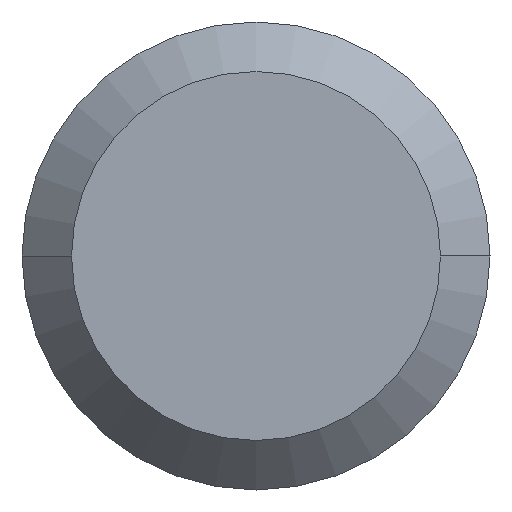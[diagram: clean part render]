
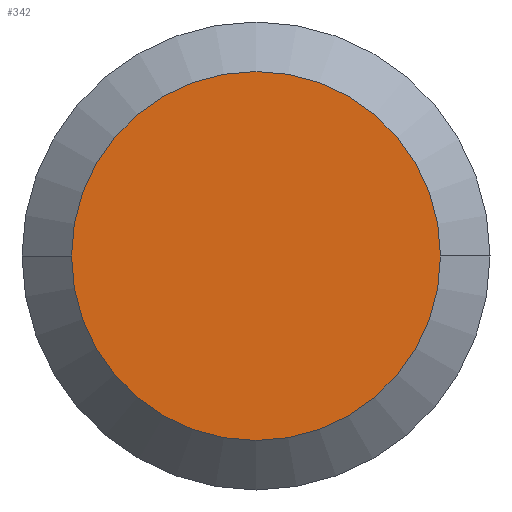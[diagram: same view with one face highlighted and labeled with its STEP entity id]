
A CAD part, left-side view. The second image highlights one B-rep face of the part: STEP entity #342.
In plain terms, the highlighted planar face has unit normal (-1, 0, 0).
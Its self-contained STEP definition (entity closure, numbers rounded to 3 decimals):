
#7 = DIRECTION ( 'NONE',  ( 1., 0., 0. ) ) ;
#28 = EDGE_CURVE ( 'NONE', #47, #315, #349, .T. ) ;
#38 = AXIS2_PLACEMENT_3D ( 'NONE', #125, #282, #371 ) ;
#47 = VERTEX_POINT ( 'NONE', #109 ) ;
#71 = DIRECTION ( 'NONE',  ( 0., 1., 0. ) ) ;
#83 = AXIS2_PLACEMENT_3D ( 'NONE', #228, #7, #71 ) ;
#88 = CARTESIAN_POINT ( 'NONE',  ( 0., -2.365, 0. ) ) ;
#109 = CARTESIAN_POINT ( 'NONE',  ( 0., 2.365, 0. ) ) ;
#125 = CARTESIAN_POINT ( 'NONE',  ( 0., 0., 0. ) ) ;
#137 = AXIS2_PLACEMENT_3D ( 'NONE', #155, #181, #277 ) ;
#143 = ORIENTED_EDGE ( 'NONE', *, *, #28, .F. ) ;
#148 = FACE_OUTER_BOUND ( 'NONE', #345, .T. ) ;
#155 = CARTESIAN_POINT ( 'NONE',  ( 0., 0., 0. ) ) ;
#181 = DIRECTION ( 'NONE',  ( 1., 0., 0. ) ) ;
#183 = PLANE ( 'NONE',  #38 ) ;
#202 = ORIENTED_EDGE ( 'NONE', *, *, #346, .F. ) ;
#228 = CARTESIAN_POINT ( 'NONE',  ( 0., 0., 0. ) ) ;
#277 = DIRECTION ( 'NONE',  ( 0., 1., 0. ) ) ;
#282 = DIRECTION ( 'NONE',  ( -1., 0., 0. ) ) ;
#315 = VERTEX_POINT ( 'NONE', #88 ) ;
#342 = ADVANCED_FACE ( 'NONE', ( #148 ), #183, .T. ) ;
#345 = EDGE_LOOP ( 'NONE', ( #143, #202 ) ) ;
#346 = EDGE_CURVE ( 'NONE', #315, #47, #394, .T. ) ;
#349 = CIRCLE ( 'NONE', #83, 2.365 ) ;
#371 = DIRECTION ( 'NONE',  ( 0., -1., 0. ) ) ;
#394 = CIRCLE ( 'NONE', #137, 2.365 ) ;
